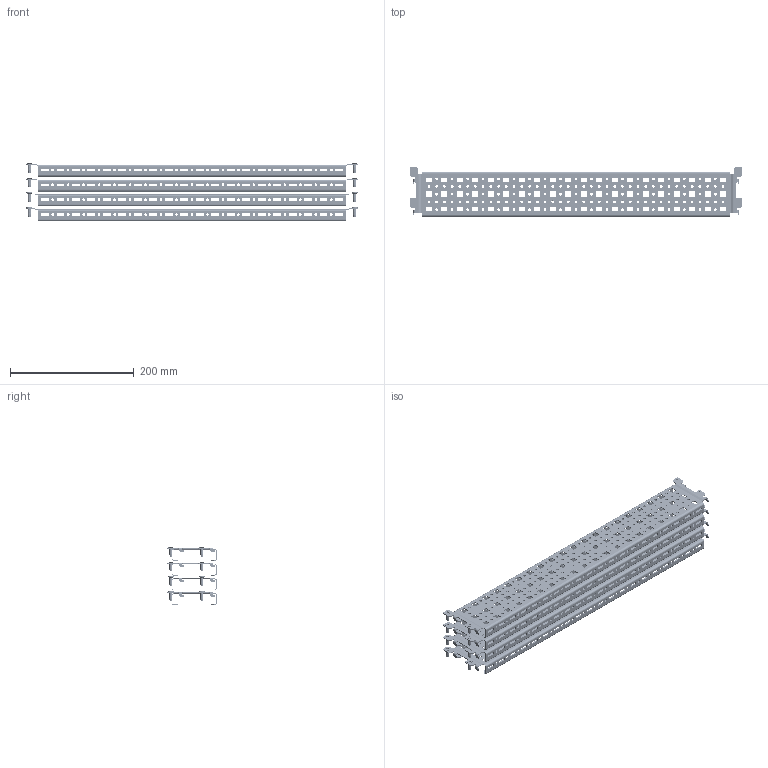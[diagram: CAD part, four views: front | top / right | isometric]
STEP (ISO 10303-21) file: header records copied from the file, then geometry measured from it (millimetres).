
FILE_DESCRIPTION (( 'STEP AP203' ), '1' );
FILE_NAME ('UR31202602373 Ïëàíêà ìîíòàæíàÿ ÍÌ 23õ73 RS52 00.60 (4øò) (000.801.633-02).STEP', '2022-04-20T05:39:58', ( '' ), ( '' ), 'SwSTEP 2.0', 'SolidWorks 2017', '' );
FILE_SCHEMA (( 'CONFIG_CONTROL_DESIGN' ));
Length unit declared in the file: millimetre
Products named in the file (3): UR31202602373 Ïëàíêà ìîíòàæíàÿ ÍÌ 23õ73 RS52 00.60 (4øò) (000.801.633-02); 025-296 Ïëàíêà ÍÌ 23õ73_02 (00.60); Âèíò DIN 7500 M TORX_Œ5å16
Assembly tree (20 placements, depth 2):
  UR31202602373 Ïëàíêà ìîíòàæíàÿ ÍÌ 23õ73 RS52 00.60 (4øò) (000.801.633-02)
    025-296 Ïëàíêà ÍÌ 23õ73_02 (00.60)  x4
    Âèíò DIN 7500 M TORX_Œ5å16  x16
Bounding box: 536 x 80 x 94.7 mm (x, y, z)
Volume: 300179.3 mm3; surface area: 469532.4 mm2
Topology: 20 solids, 20 shells, 4400 faces, 12488 edges, 8144 vertices
Faces by surface type: plane 2144, cylinder 2128, cone 64, torus 64
Entity records: 33744 total; most frequent: DIRECTION 5641, CARTESIAN_POINT 5594, ORIENTED_EDGE 5566, EDGE_CURVE 2783, LINE 1907, VECTOR 1907, AXIS2_PLACEMENT_3D 1867, VERTEX_POINT 1820
